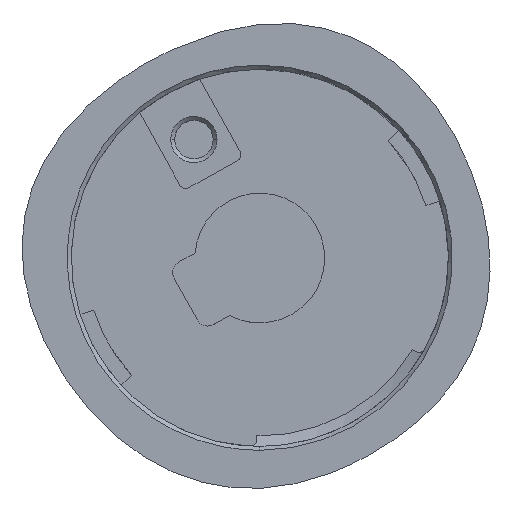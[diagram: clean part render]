
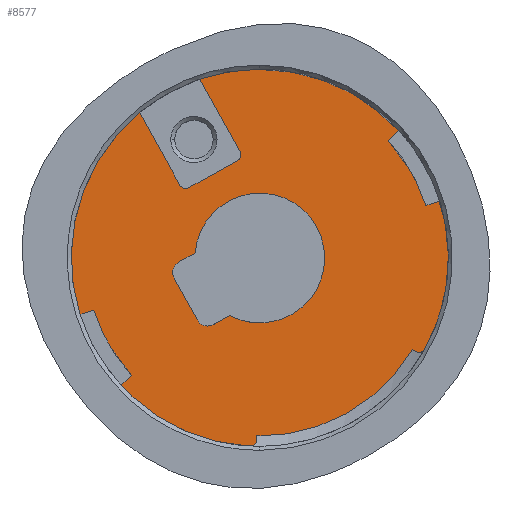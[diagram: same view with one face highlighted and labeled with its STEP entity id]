
A CAD part, top view. The second image highlights one B-rep face of the part: STEP entity #8577.
In plain terms, the highlighted planar face has unit normal (0, 0, 1).
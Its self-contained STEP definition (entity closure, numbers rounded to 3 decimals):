
#2519=CARTESIAN_POINT('',(0.,0.,1.7));
#2520=DIRECTION('',(0.,0.,1.));
#2521=DIRECTION('',(0.,1.,0.));
#2522=AXIS2_PLACEMENT_3D('',#2519,#2520,#2521);
#2643=DIRECTION('',(-0.875,-0.485,0.));
#2644=VECTOR('',#2643,1.411);
#2645=CARTESIAN_POINT('',(-4.885,0.38,1.7));
#2646=LINE('',#2645,#2644);
#2647=CARTESIAN_POINT('',(-5.683,-1.091,1.7));
#2648=DIRECTION('',(0.,0.,1.));
#2649=DIRECTION('',(-0.485,0.875,0.));
#2650=AXIS2_PLACEMENT_3D('',#2647,#2648,#2649);
#2652=DIRECTION('',(0.485,-0.875,0.));
#2653=VECTOR('',#2652,3.6);
#2654=CARTESIAN_POINT('',(-6.471,-1.527,1.7));
#2655=LINE('',#2654,#2653);
#2656=CARTESIAN_POINT('',(-3.939,-4.24,1.7));
#2657=DIRECTION('',(0.,0.,1.));
#2658=DIRECTION('',(-0.875,-0.485,0.));
#2659=AXIS2_PLACEMENT_3D('',#2656,#2657,#2658);
#2661=DIRECTION('',(0.875,0.485,0.));
#2662=VECTOR('',#2661,1.411);
#2663=CARTESIAN_POINT('',(-3.502,-5.027,1.7));
#2664=LINE('',#2663,#2662);
#2665=CARTESIAN_POINT('',(12.042,-6.637,1.7));
#2666=DIRECTION('',(0.,0.,1.));
#2667=DIRECTION('',(-0.514,-0.858,0.));
#2668=AXIS2_PLACEMENT_3D('',#2665,#2666,#2667);
#2670=DIRECTION('',(0.858,-0.514,0.));
#2671=VECTOR('',#2670,0.291);
#2672=CARTESIAN_POINT('',(11.535,-6.916,1.7));
#2673=LINE('',#2672,#2671);
#2674=CARTESIAN_POINT('',(0.,0.,1.7));
#2675=DIRECTION('',(0.,0.,1.));
#2676=DIRECTION('',(-0.016,-1.,0.));
#2677=AXIS2_PLACEMENT_3D('',#2674,#2675,#2676);
#2679=DIRECTION('',(0.016,1.,0.));
#2680=VECTOR('',#2679,0.291);
#2681=CARTESIAN_POINT('',(-0.227,-13.739,1.7));
#2682=LINE('',#2681,#2680);
#2683=CARTESIAN_POINT('',(-0.727,-13.731,1.7));
#2684=DIRECTION('',(0.,0.,1.));
#2685=DIRECTION('',(-0.053,-0.999,0.));
#2686=AXIS2_PLACEMENT_3D('',#2683,#2684,#2685);
#2688=CARTESIAN_POINT('',(0.,0.,1.7));
#2689=DIRECTION('',(0.,0.,-1.));
#2690=DIRECTION('',(-0.053,-0.999,0.));
#2691=AXIS2_PLACEMENT_3D('',#2688,#2689,#2690);
#2693=DIRECTION('',(0.486,-0.874,0.));
#2694=VECTOR('',#2693,6.261);
#2695=CARTESIAN_POINT('',(-9.077,10.985,1.7));
#2696=LINE('',#2695,#2694);
#2697=DIRECTION('',(0.874,0.486,0.));
#2698=VECTOR('',#2697,4.2);
#2699=CARTESIAN_POINT('',(-5.357,5.318,1.7));
#2700=LINE('',#2699,#2698);
#2701=DIRECTION('',(-0.486,0.874,0.));
#2702=VECTOR('',#2701,6.261);
#2703=CARTESIAN_POINT('',(-1.491,8.037,1.7));
#2704=LINE('',#2703,#2702);
#2705=CARTESIAN_POINT('',(0.,0.,1.7));
#2706=DIRECTION('',(0.,0.,-1.));
#2707=DIRECTION('',(0.,1.,0.));
#2708=AXIS2_PLACEMENT_3D('',#2705,#2706,#2707);
#2710=CARTESIAN_POINT('',(0.,0.,1.7));
#2711=DIRECTION('',(0.,0.,-1.));
#2712=DIRECTION('',(-0.997,0.078,0.));
#2713=AXIS2_PLACEMENT_3D('',#2710,#2711,#2712);
#2823=CARTESIAN_POINT('',(-5.599,5.755,1.7));
#2824=DIRECTION('',(0.,0.,-1.));
#2825=DIRECTION('',(0.486,-0.874,0.));
#2826=AXIS2_PLACEMENT_3D('',#2823,#2824,#2825);
#2836=CARTESIAN_POINT('',(-1.928,7.795,1.7));
#2837=DIRECTION('',(0.,0.,-1.));
#2838=DIRECTION('',(0.874,0.486,0.));
#2839=AXIS2_PLACEMENT_3D('',#2836,#2837,#2838);
#3044=CARTESIAN_POINT('',(-5.357,5.318,1.7));
#3045=VERTEX_POINT('',#3044);
#3046=CARTESIAN_POINT('',(-6.037,5.512,1.7));
#3047=VERTEX_POINT('',#3046);
#3052=CARTESIAN_POINT('',(-1.491,8.037,1.7));
#3053=VERTEX_POINT('',#3052);
#3054=CARTESIAN_POINT('',(-1.685,7.357,1.7));
#3055=VERTEX_POINT('',#3054);
#3086=CARTESIAN_POINT('',(-6.119,-0.304,1.7));
#3087=CARTESIAN_POINT('',(-6.471,-1.527,1.7));
#3088=VERTEX_POINT('',#3086);
#3089=VERTEX_POINT('',#3087);
#3090=CARTESIAN_POINT('',(-4.726,-4.676,1.7));
#3091=VERTEX_POINT('',#3090);
#3092=CARTESIAN_POINT('',(-3.502,-5.027,1.7));
#3093=VERTEX_POINT('',#3092);
#3124=CARTESIAN_POINT('',(0.,14.25,1.7));
#3125=CARTESIAN_POINT('',(-4.531,13.51,1.7));
#3126=VERTEX_POINT('',#3124);
#3127=VERTEX_POINT('',#3125);
#3128=CARTESIAN_POINT('',(-9.077,10.985,1.7));
#3129=VERTEX_POINT('',#3128);
#3130=CARTESIAN_POINT('',(-4.885,0.38,1.7));
#3132=VERTEX_POINT('',#3130);
#3134=CARTESIAN_POINT('',(-2.268,-4.343,1.7));
#3136=VERTEX_POINT('',#3134);
#3138=CARTESIAN_POINT('',(-0.222,-13.448,1.7));
#3139=CARTESIAN_POINT('',(11.535,-6.916,1.7));
#3140=VERTEX_POINT('',#3138);
#3141=VERTEX_POINT('',#3139);
#3148=CARTESIAN_POINT('',(11.785,-7.066,1.7));
#3150=VERTEX_POINT('',#3148);
#3152=CARTESIAN_POINT('',(12.48,-6.878,1.7));
#3153=VERTEX_POINT('',#3152);
#3156=CARTESIAN_POINT('',(-0.753,-14.23,1.7));
#3157=CARTESIAN_POINT('',(-0.227,-13.739,1.7));
#3158=VERTEX_POINT('',#3156);
#3159=VERTEX_POINT('',#3157);
#8536=CARTESIAN_POINT('',(0.,0.,1.7));
#8537=DIRECTION('',(0.,0.,1.));
#8538=DIRECTION('',(1.,0.,0.));
#8539=AXIS2_PLACEMENT_3D('',#8536,#8537,#8538);
#8540=PLANE('',#8539);
#8541=ORIENTED_EDGE('',*,*,#8276,.F.);
#8542=ORIENTED_EDGE('',*,*,#8294,.F.);
#8544=ORIENTED_EDGE('',*,*,#8543,.F.);
#8546=ORIENTED_EDGE('',*,*,#8545,.F.);
#8547=ORIENTED_EDGE('',*,*,#8527,.F.);
#8548=ORIENTED_EDGE('',*,*,#8337,.T.);
#8550=ORIENTED_EDGE('',*,*,#8549,.T.);
#8552=ORIENTED_EDGE('',*,*,#8551,.F.);
#8554=ORIENTED_EDGE('',*,*,#8553,.T.);
#8556=ORIENTED_EDGE('',*,*,#8555,.F.);
#8558=ORIENTED_EDGE('',*,*,#8557,.T.);
#8559=ORIENTED_EDGE('',*,*,#8329,.F.);
#8560=ORIENTED_EDGE('',*,*,#8077,.T.);
#8561=EDGE_LOOP('',(#8541,#8542,#8544,#8546,#8547,#8548,#8550,#8552,#8554,#8556,
#8558,#8559,#8560));
#8562=FACE_OUTER_BOUND('',#8561,.F.);
#8564=ORIENTED_EDGE('',*,*,#8563,.T.);
#8566=ORIENTED_EDGE('',*,*,#8565,.T.);
#8568=ORIENTED_EDGE('',*,*,#8567,.T.);
#8570=ORIENTED_EDGE('',*,*,#8569,.T.);
#8572=ORIENTED_EDGE('',*,*,#8571,.T.);
#8574=ORIENTED_EDGE('',*,*,#8573,.F.);
#8575=EDGE_LOOP('',(#8564,#8566,#8568,#8570,#8572,#8574));
#8576=FACE_BOUND('',#8575,.F.);
#2523=CIRCLE('',#2522,14.25);
#2651=CIRCLE('',#2650,0.9);
#2660=CIRCLE('',#2659,0.9);
#2669=CIRCLE('',#2668,0.5);
#2678=CIRCLE('',#2677,13.45);
#2687=CIRCLE('',#2686,0.5);
#2692=CIRCLE('',#2691,14.25);
#2709=CIRCLE('',#2708,14.25);
#2714=CIRCLE('',#2713,4.9);
#2827=CIRCLE('',#2826,0.5);
#2840=CIRCLE('',#2839,0.5);
#8077=EDGE_CURVE('',#3126,#3153,#2709,.T.);
#8276=EDGE_CURVE('',#3150,#3153,#2669,.T.);
#8294=EDGE_CURVE('',#3141,#3150,#2673,.T.);
#8329=EDGE_CURVE('',#3126,#3127,#2523,.T.);
#8337=EDGE_CURVE('',#3158,#3129,#2692,.T.);
#8527=EDGE_CURVE('',#3158,#3159,#2687,.T.);
#8543=EDGE_CURVE('',#3140,#3141,#2678,.T.);
#8545=EDGE_CURVE('',#3159,#3140,#2682,.T.);
#8549=EDGE_CURVE('',#3129,#3047,#2696,.T.);
#8551=EDGE_CURVE('',#3045,#3047,#2827,.T.);
#8553=EDGE_CURVE('',#3045,#3055,#2700,.T.);
#8555=EDGE_CURVE('',#3053,#3055,#2840,.T.);
#8557=EDGE_CURVE('',#3053,#3127,#2704,.T.);
#8563=EDGE_CURVE('',#3132,#3088,#2646,.T.);
#8565=EDGE_CURVE('',#3088,#3089,#2651,.T.);
#8567=EDGE_CURVE('',#3089,#3091,#2655,.T.);
#8569=EDGE_CURVE('',#3091,#3093,#2660,.T.);
#8571=EDGE_CURVE('',#3093,#3136,#2664,.T.);
#8573=EDGE_CURVE('',#3132,#3136,#2714,.T.);
#8577=ADVANCED_FACE('',(#8562,#8576),#8540,.T.);
